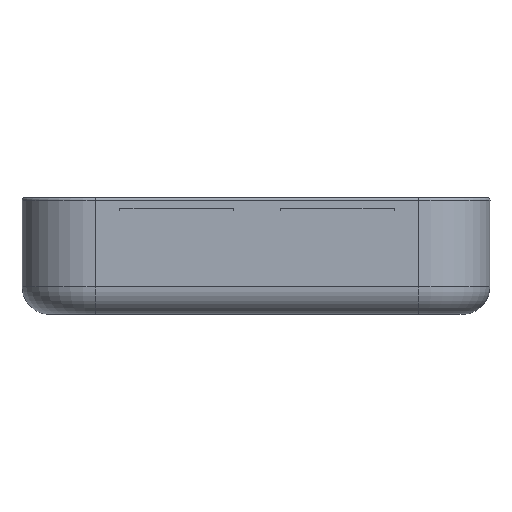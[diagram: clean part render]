
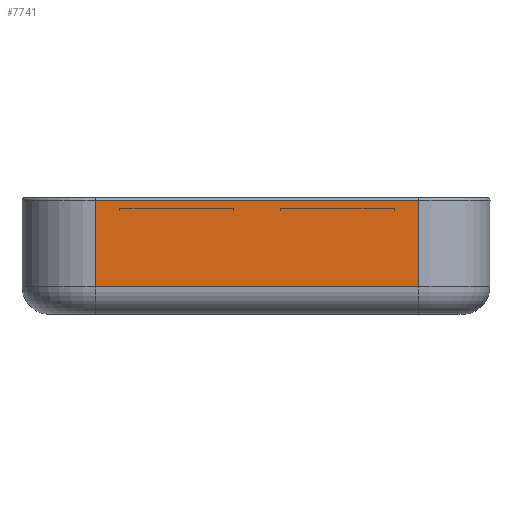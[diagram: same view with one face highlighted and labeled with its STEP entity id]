
A CAD part, front view. The second image highlights one B-rep face of the part: STEP entity #7741.
In plain terms, the highlighted planar face has unit normal (0, -1, 0).
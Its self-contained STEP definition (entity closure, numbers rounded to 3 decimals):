
#331=PLANE('',#8419);
#955=LINE('',#15520,#1597);
#965=LINE('',#15556,#1607);
#966=LINE('',#15560,#1608);
#967=LINE('',#15561,#1609);
#1597=VECTOR('',#10344,10.);
#1607=VECTOR('',#10386,10.);
#1608=VECTOR('',#10391,10.);
#1609=VECTOR('',#10392,10.);
#2298=FACE_OUTER_BOUND('',#2761,.T.);
#2761=EDGE_LOOP('',(#7124,#7125,#7126,#7127));
#3818=VERTEX_POINT('',#15512);
#3820=VERTEX_POINT('',#15518);
#3830=VERTEX_POINT('',#15555);
#3831=VERTEX_POINT('',#15559);
#4934=EDGE_CURVE('',#3820,#3818,#955,.T.);
#4953=EDGE_CURVE('',#3818,#3830,#965,.T.);
#4955=EDGE_CURVE('',#3820,#3831,#966,.T.);
#4956=EDGE_CURVE('',#3830,#3831,#967,.T.);
#7124=ORIENTED_EDGE('',*,*,#4934,.F.);
#7125=ORIENTED_EDGE('',*,*,#4955,.T.);
#7126=ORIENTED_EDGE('',*,*,#4956,.F.);
#7127=ORIENTED_EDGE('',*,*,#4953,.F.);
#7741=ADVANCED_FACE('',(#2298),#331,.T.);
#8419=AXIS2_PLACEMENT_3D('',#15558,#10389,#10390);
#10344=DIRECTION('',(1.,0.,0.));
#10386=DIRECTION('',(0.,0.,-1.));
#10389=DIRECTION('center_axis',(0.,-1.,0.));
#10390=DIRECTION('ref_axis',(-1.,0.,0.));
#10391=DIRECTION('',(0.,0.,-1.));
#10392=DIRECTION('',(-1.,0.,0.));
#15512=CARTESIAN_POINT('',(29.399,-63.8,0.6));
#15518=CARTESIAN_POINT('',(-29.011,-63.8,0.6));
#15520=CARTESIAN_POINT('',(14.7,-63.8,0.6));
#15555=CARTESIAN_POINT('',(29.399,-63.8,-15.));
#15556=CARTESIAN_POINT('',(29.399,-63.8,0.));
#15558=CARTESIAN_POINT('Origin',(29.399,-63.8,0.));
#15559=CARTESIAN_POINT('',(-29.011,-63.8,-15.));
#15560=CARTESIAN_POINT('',(-29.011,-63.8,0.));
#15561=CARTESIAN_POINT('',(14.7,-63.8,-15.));
